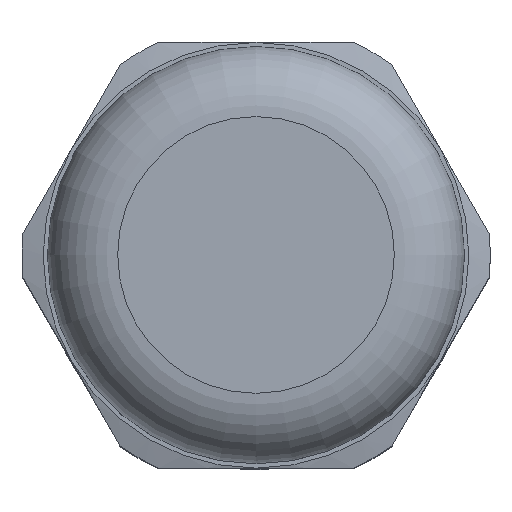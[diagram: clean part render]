
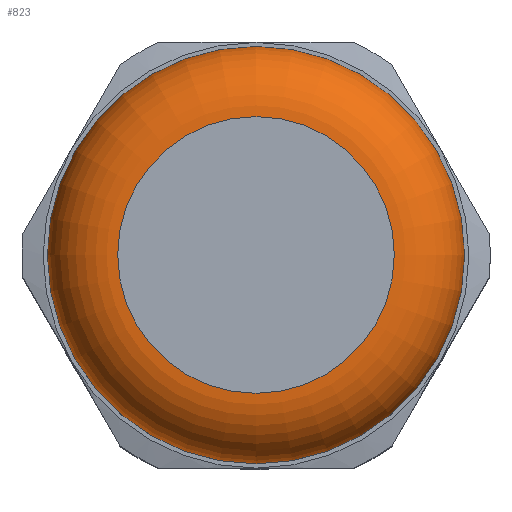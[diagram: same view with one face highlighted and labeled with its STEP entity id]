
A CAD part, top view. The second image highlights one B-rep face of the part: STEP entity #823.
In plain terms, the highlighted toroidal (fillet/blend) face has major radius 6.5 mm and minor radius 3.3 mm.
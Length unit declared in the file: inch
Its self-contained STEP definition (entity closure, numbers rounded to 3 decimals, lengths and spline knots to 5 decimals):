
#792=CARTESIAN_POINT('',(0.25591,0.,1.76727));
#793=VERTEX_POINT('',#792);
#794=CARTESIAN_POINT('',(0.,0.,1.76727));
#795=DIRECTION('',(0.0,0.0,-1.0));
#796=DIRECTION('',(-1.0,0.0,0.0));
#797=AXIS2_PLACEMENT_3D('',#794,#795,#796);
#798=CIRCLE('',#797,0.25591);
#799=EDGE_CURVE('',#793,#793,#798,.T.);
#804=CARTESIAN_POINT('',(0.,0.,1.63735));
#805=DIRECTION('',(0.,0.,-1.0));
#806=DIRECTION('',(-1.0,0.0,0.0));
#807=AXIS2_PLACEMENT_3D('',#804,#805,#806);
#808=TOROIDAL_SURFACE('',#807,0.25591,0.12992);
#809=ORIENTED_EDGE('',*,*,#799,.T.);
#810=EDGE_LOOP('',(#809));
#811=FACE_OUTER_BOUND('',#810,.T.);
#812=CARTESIAN_POINT('',(0.38583,0.,1.63735));
#813=VERTEX_POINT('',#812);
#814=CARTESIAN_POINT('',(0.,0.,1.63735));
#815=DIRECTION('',(0.0,0.0,1.0));
#816=DIRECTION('',(-1.0,0.0,0.0));
#817=AXIS2_PLACEMENT_3D('',#814,#815,#816);
#818=CIRCLE('',#817,0.38583);
#819=EDGE_CURVE('',#813,#813,#818,.T.);
#820=ORIENTED_EDGE('',*,*,#819,.T.);
#821=EDGE_LOOP('',(#820));
#822=FACE_BOUND('',#821,.T.);
#823=ADVANCED_FACE('',(#811,#822),#808,.T.);
